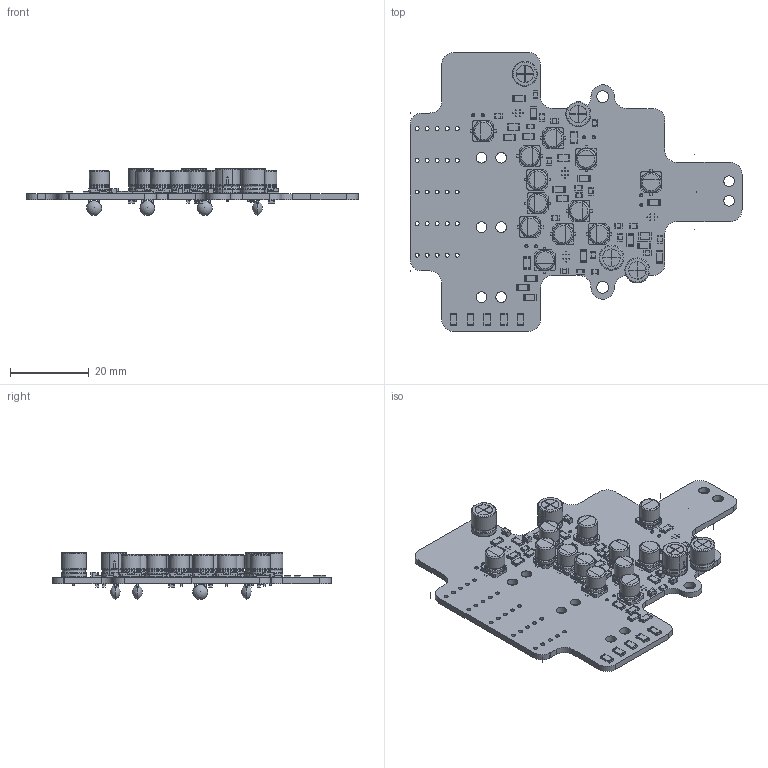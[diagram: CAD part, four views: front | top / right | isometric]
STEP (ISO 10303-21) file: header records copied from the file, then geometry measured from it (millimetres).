
FILE_DESCRIPTION(('KiCad electronic assembly'),'2;1');
FILE_NAME('Boost-12V-unit.step','2025-01-16T18:51:32',('Pcbnew'),( 'Kicad'),'Open CASCADE STEP processor 7.8','KiCad to STEP converter' ,'Unknown');
FILE_SCHEMA(('AUTOMOTIVE_DESIGN { 1 0 10303 214 1 1 1 1 }'));
Length unit declared in the file: millimetre
Products named in the file (22): Boost-12V-unit 1; CP_Elec_5x5.8; CP_Elec_5x58; R_1206_3216Metric; C_0805_2012Metric; CP_Radial_D6.3mm_P2.50mm; CP_Radial_D63mm_P250mm; R_0805_2012Metric; C_0603_1608Metric; C_0402_1005Metric; C_Disc_D3.8mm_W2.6mm_P2.50mm; C_Disc_D38mm_W26mm_P250mm; Boost-12V-unit_PCB_1; Boost-12V-unit_PCB_2; Boost-12V-unit_PCB_3; Boost-12V-unit_PCB_4; Boost-12V-unit_PCB_5
Assembly tree (90 placements, depth 3):
  Boost-12V-unit 1
    CP_Elec_5x5.8  x12
      CP_Elec_5x58
    R_1206_3216Metric  x25
      R_1206_3216Metric
    C_0805_2012Metric  x16
      C_0805_2012Metric
    CP_Radial_D6.3mm_P2.50mm  x4
      CP_Radial_D63mm_P250mm
    R_0805_2012Metric  x4
      R_0805_2012Metric
    C_0603_1608Metric  x8
      C_0603_1608Metric
    C_0402_1005Metric  x4
      C_0402_1005Metric
    C_Disc_D3.8mm_W2.6mm_P2.50mm  x4
      C_Disc_D38mm_W26mm_P250mm
    Boost-12V-unit_PCB_1
    Boost-12V-unit_PCB_2
    Boost-12V-unit_PCB_3
    Boost-12V-unit_PCB_4
    Boost-12V-unit_PCB_5
Bounding box: 84.07 x 70.57 x 11.9 mm (x, y, z)
Volume: 8221.4 mm3; surface area: 11988.3 mm2
Topology: 82 solids, 86 shells, 2421 faces, 6231 edges, 4054 vertices
Faces by surface type: plane 1415, cylinder 858, torus 56, revolution 44, bspline 40, sphere 8
Full cylindrical faces by diameter (mm): 0.02 x5, 0.2 x32, 0.5 x16, 0.8 x16, 1 x25, 2.7 x8, 3 x2, 5 x24
Entity records: 16582 total; most frequent: CARTESIAN_POINT 3474, DIRECTION 2411, ORIENTED_EDGE 2116, EDGE_CURVE 1058, AXIS2_PLACEMENT_3D 893, VERTEX_POINT 696, LINE 616, VECTOR 616
